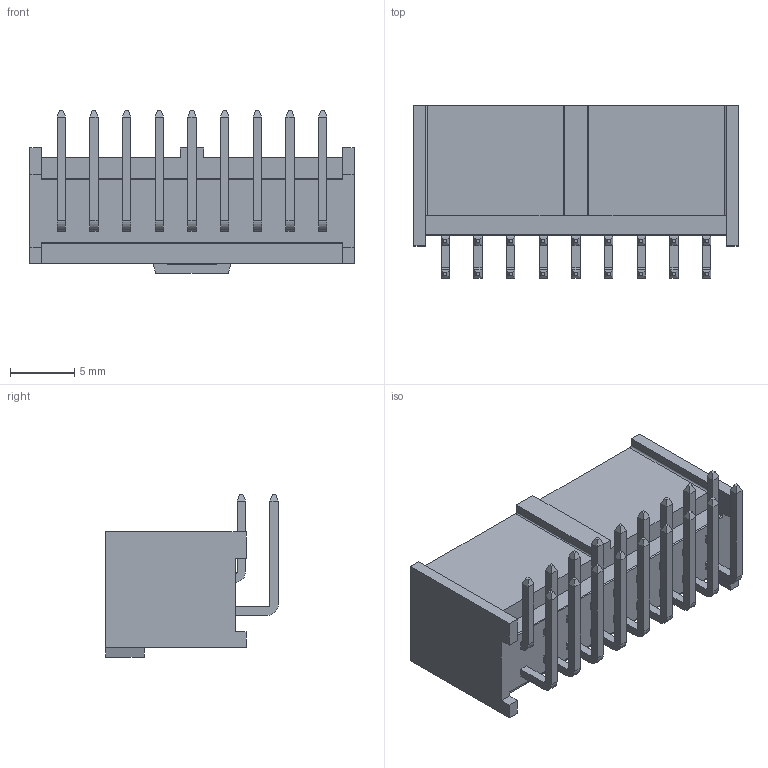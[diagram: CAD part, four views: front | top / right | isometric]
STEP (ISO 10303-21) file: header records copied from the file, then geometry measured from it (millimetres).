
FILE_DESCRIPTION((''),'2;1');
FILE_NAME('901303118','2013-04-05T',('me'),(''),'PRO/ENGINEER BY PARAMETRIC TECHNOLOGY CORPORATION, 2011490','PRO/ENGINEER BY PARAMETRIC TECHNOLOGY CORPORATION, 2011490','');
FILE_SCHEMA(('CONFIG_CONTROL_DESIGN'));
Length unit declared in the file: millimetre
Products named in the file (1): 901303118
Bounding box: 25.2 x 13.4 x 12.65 mm (x, y, z)
Volume: 976.7 mm3; surface area: 2321.2 mm2
Topology: 1 solids, 1 shells, 435 faces, 1046 edges, 648 vertices
Faces by surface type: plane 395, cylinder 40
Entity records: 12298 total; most frequent: CARTESIAN_POINT 2129, ORIENTED_EDGE 2092, DIRECTION 1996, EDGE_CURVE 1046, VECTOR 966, LINE 966, VERTEX_POINT 648, AXIS2_PLACEMENT_3D 515
